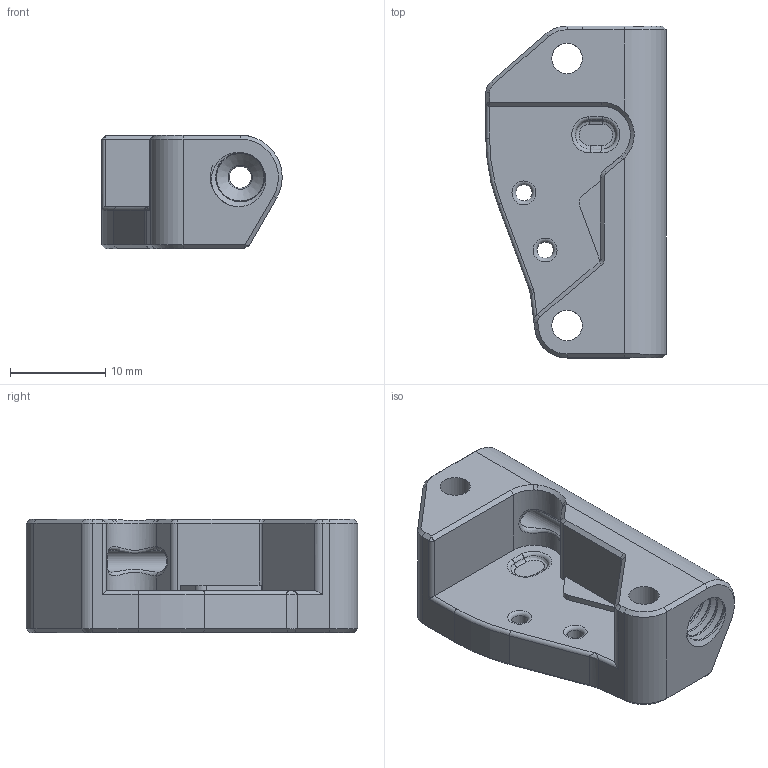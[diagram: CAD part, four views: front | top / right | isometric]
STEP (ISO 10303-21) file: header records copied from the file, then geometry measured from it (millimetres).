
FILE_DESCRIPTION(/* description */ (''),/* implementation_level */ '2;1');
FILE_NAME(/* name */ 'Two-Way-Mechanical-Filament-Runout v14.step',/* time_stamp */ '2023-07-07T10:03:27+02:00',/* author */ (''),/* organization */ (''),/* preprocessor_version */ 'ST-DEVELOPER v19.2',/* originating_system */ 'Autodesk Translation Framework v12.6.0.85',/* authorisation */ '');
FILE_SCHEMA (('AUTOMOTIVE_DESIGN { 1 0 10303 214 3 1 1 }'));
Length unit declared in the file: millimetre
Products named in the file (1): Two-Way-Mechanical-Filament-Runout
Bounding box: 18.92 x 34.8 x 11.9 mm (x, y, z)
Volume: 3965.2 mm3; surface area: 2873.8 mm2
Topology: 1 solids, 1 shells, 133 faces, 338 edges, 207 vertices
Faces by surface type: cylinder 48, plane 44, cone 17, bspline 15, torus 9
Full cylindrical faces by diameter (mm): 1.7 x2, 2.3 x1, 3.2 x2, 5.155 x6, 6.267 x10
Entity records: 7198 total; most frequent: CARTESIAN_POINT 4074, ORIENTED_EDGE 672, DIRECTION 598, EDGE_CURVE 336, AXIS2_PLACEMENT_3D 220, VERTEX_POINT 207, LINE 158, VECTOR 158
